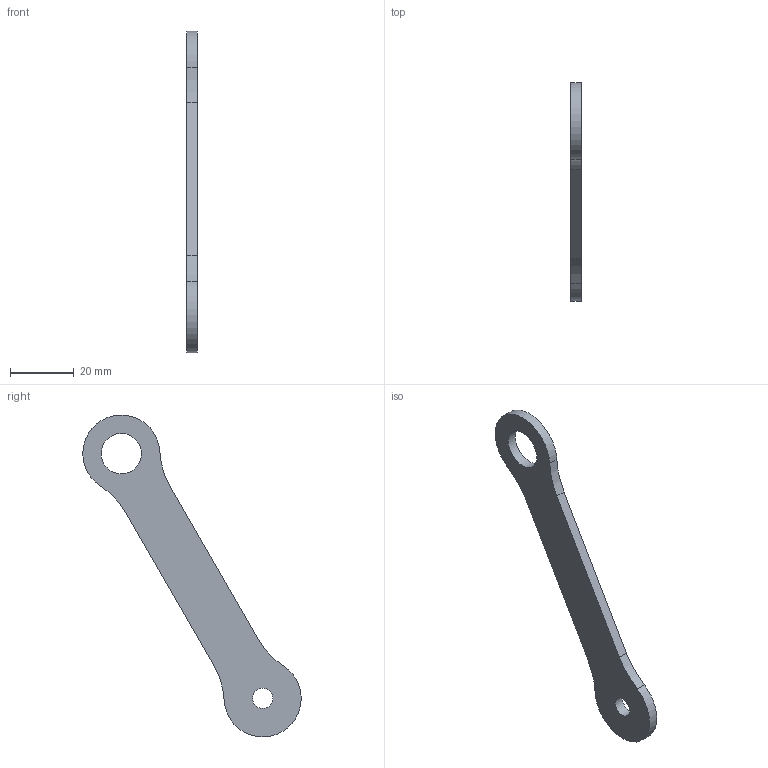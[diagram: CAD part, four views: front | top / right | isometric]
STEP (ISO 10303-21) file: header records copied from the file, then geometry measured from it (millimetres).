
FILE_DESCRIPTION(/* description */ ('STEP AP214'),/* implementation_level */ '2;1');
FILE_NAME(/* name */ '6252687eecdeb77adb8bc98e',/* time_stamp */ '2022-04-10T05:17:51+00:00',/* author */ (''),/* organization */ (''),/* preprocessor_version */ 'ST-DEVELOPER v18.101',/* originating_system */ ' ',/* authorisation */ ' ');
FILE_SCHEMA (('AUTOMOTIVE_DESIGN {1 0 10303 214 3 1 1}'));
Length unit declared in the file: metre
Products named in the file (1): Frame Part
Bounding box: 3.17 x 68.69 x 101.23 mm (x, y, z)
Volume: 5903.2 mm3; surface area: 4723.1 mm2
Topology: 1 solids, 1 shells, 12 faces, 31 edges, 21 vertices
Faces by surface type: cylinder 8, plane 4
Full cylindrical faces by diameter (mm): 6.35 x1, 12.7 x1
Entity records: 398 total; most frequent: DIRECTION 70, CARTESIAN_POINT 61, ORIENTED_EDGE 56, AXIS2_PLACEMENT_3D 29, EDGE_CURVE 28, VERTEX_POINT 20, EDGE_LOOP 18, FACE_BOUND 18
